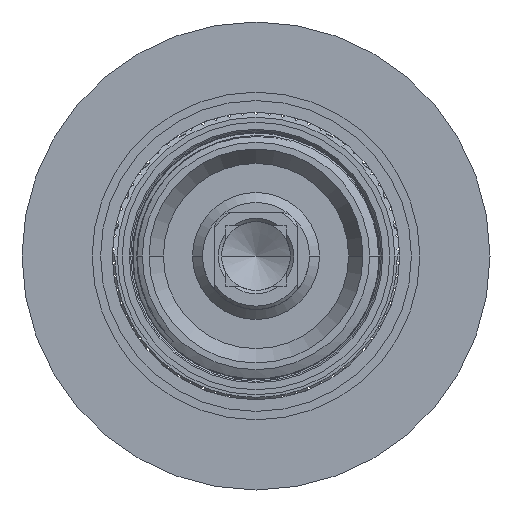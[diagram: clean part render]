
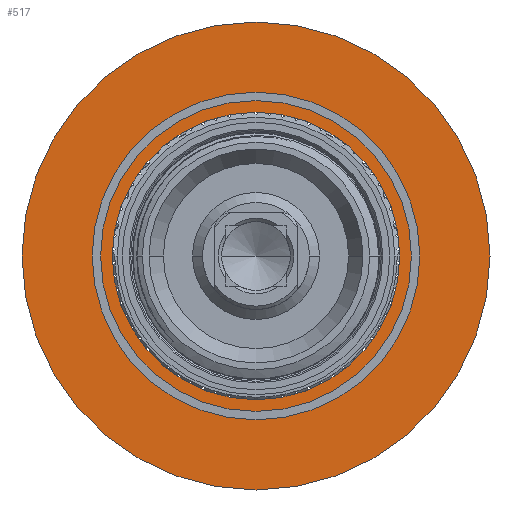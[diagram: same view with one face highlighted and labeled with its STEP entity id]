
A CAD part, front view. The second image highlights one B-rep face of the part: STEP entity #517.
In plain terms, the highlighted face is planar.
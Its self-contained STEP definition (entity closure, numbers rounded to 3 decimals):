
#428=CARTESIAN_POINT('',(0.,0.,0.));
#429=DIRECTION('',(0.,0.,-1.));
#430=DIRECTION('',(1.,0.,0.));
#431=AXIS2_PLACEMENT_3D('',#428,#429,#430);
#433=CARTESIAN_POINT('',(0.,0.,0.));
#434=DIRECTION('',(0.,0.,-1.));
#435=DIRECTION('',(-1.,0.,0.));
#436=AXIS2_PLACEMENT_3D('',#433,#434,#435);
#438=CARTESIAN_POINT('',(0.,0.,0.));
#439=DIRECTION('',(0.,0.,1.));
#440=DIRECTION('',(1.,0.,0.));
#441=AXIS2_PLACEMENT_3D('',#438,#439,#440);
#443=CARTESIAN_POINT('',(0.,0.,0.));
#444=DIRECTION('',(0.,0.,1.));
#445=DIRECTION('',(-1.,0.,0.));
#446=AXIS2_PLACEMENT_3D('',#443,#444,#445);
#484=CARTESIAN_POINT('',(21.5,0.,0.));
#485=CARTESIAN_POINT('',(-21.5,0.,0.));
#486=VERTEX_POINT('',#484);
#487=VERTEX_POINT('',#485);
#492=CARTESIAN_POINT('',(35.,0.,0.));
#493=CARTESIAN_POINT('',(-35.,0.,0.));
#494=VERTEX_POINT('',#492);
#495=VERTEX_POINT('',#493);
#500=CARTESIAN_POINT('',(0.,0.,0.));
#501=DIRECTION('',(0.,0.,1.));
#502=DIRECTION('',(1.,0.,0.));
#503=AXIS2_PLACEMENT_3D('',#500,#501,#502);
#504=PLANE('',#503);
#506=ORIENTED_EDGE('',*,*,#505,.T.);
#508=ORIENTED_EDGE('',*,*,#507,.T.);
#509=EDGE_LOOP('',(#506,#508));
#510=FACE_OUTER_BOUND('',#509,.F.);
#512=ORIENTED_EDGE('',*,*,#511,.T.);
#514=ORIENTED_EDGE('',*,*,#513,.T.);
#515=EDGE_LOOP('',(#512,#514));
#516=FACE_BOUND('',#515,.F.);
#517=ADVANCED_FACE('',(#510,#516),#504,.F.);
#432=CIRCLE('',#431,21.5);
#437=CIRCLE('',#436,21.5);
#442=CIRCLE('',#441,35.);
#447=CIRCLE('',#446,35.);
#505=EDGE_CURVE('',#494,#495,#442,.T.);
#507=EDGE_CURVE('',#495,#494,#447,.T.);
#511=EDGE_CURVE('',#486,#487,#432,.T.);
#513=EDGE_CURVE('',#487,#486,#437,.T.);
